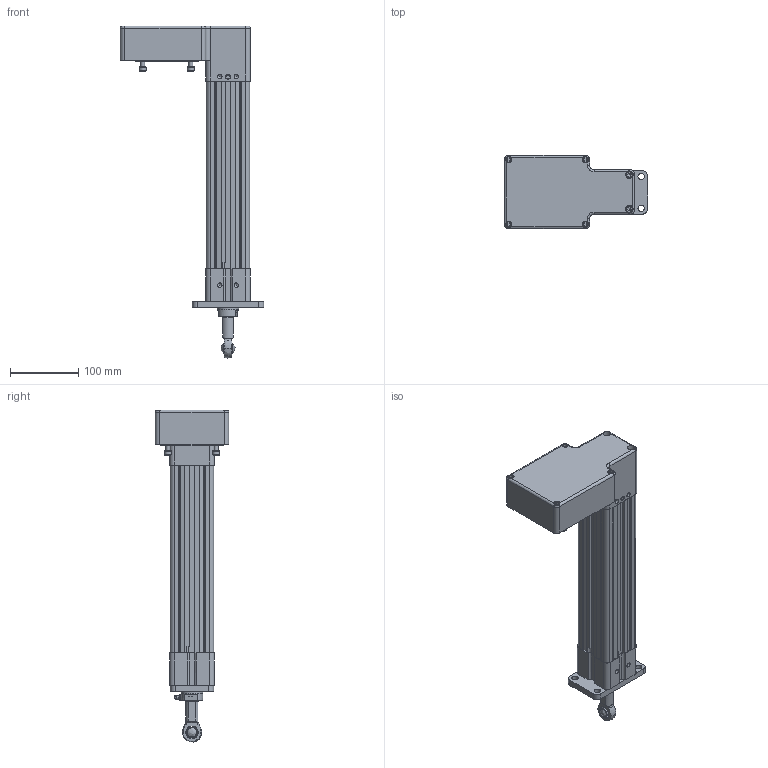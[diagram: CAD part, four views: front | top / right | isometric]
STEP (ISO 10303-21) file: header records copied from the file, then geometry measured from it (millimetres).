
FILE_DESCRIPTION (( 'STEP AP203' ), '1' );
FILE_NAME ('RSA32_BNL05_SK7.000_RS-492456-1.step', '2025-07-09T16:18:14', ( '' ), ( '' ), 'SwSTEP 2.0', 'SolidWorks 2024', '' );
FILE_SCHEMA (( 'CONFIG_CONTROL_DESIGN' ));
Length unit declared in the file: inch
Products named in the file (5): 11329022_RSA32_BNL05_SK7.000_RS-492456-1; 11249397_RSA32_BNL05_SK7.000_RS-492456-1; tempJoin1_11329328_RSA32_BNL05_SK7.000_RS-492456-1; RSA32_BNL05_SK7.000_RS-492456-1; Base_RSA32_BNL05_SK7.000_RS-492456-1
Assembly tree (4 placements, depth 2):
  RSA32_BNL05_SK7.000_RS-492456-1
    11249397_RSA32_BNL05_SK7.000_RS-492456-1
    11329022_RSA32_BNL05_SK7.000_RS-492456-1
    tempJoin1_11329328_RSA32_BNL05_SK7.000_RS-492456-1
    Base_RSA32_BNL05_SK7.000_RS-492456-1
Bounding box: 210.44 x 107.95 x 487.66 mm (x, y, z)
Volume: 1631261.9 mm3; surface area: 377287.1 mm2
Topology: 7 solids, 19 shells, 973 faces, 2345 edges, 1519 vertices
Faces by surface type: plane 545, cylinder 325, cone 83, torus 12, bspline 8
Full cylindrical faces by diameter (mm): 4.2 x8, 4.978 x4, 5 x4, 5.61 x4, 6 x12, 6.147 x2, 6.35 x8, 6.38 x4, 6.477 x1, 6.528 x4, 6.756 x4, 7.14 x2, 8.5 x4, 8.572 x1, 9.144 x4, 9.398 x4, 9.525 x4, 9.754 x4, 9.921 x1, 10 x10, 11.1 x2, 11.112 x1, 11.113 x1, 11.176 x4, 11.938 x4, 22.352 x1, 25.4 x1, 29.21 x1, 29.337 x2, 29.464 x2
Entity records: 28312 total; most frequent: CARTESIAN_POINT 5779, DIRECTION 4708, ORIENTED_EDGE 4166, EDGE_CURVE 2083, AXIS2_PLACEMENT_3D 1755, VERTEX_POINT 1446, EDGE_LOOP 1303, VECTOR 1198
